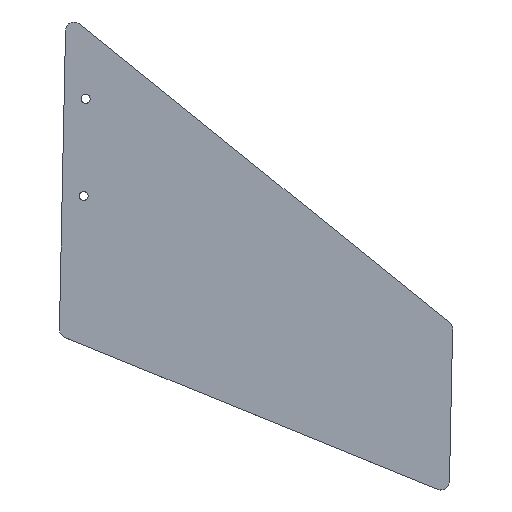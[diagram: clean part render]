
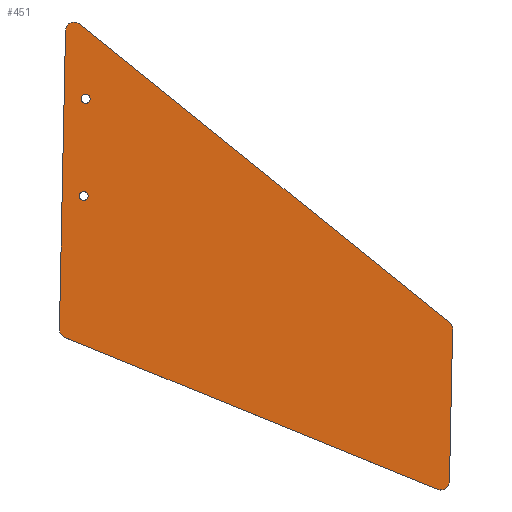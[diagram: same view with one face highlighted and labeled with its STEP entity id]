
A CAD part, top view. The second image highlights one B-rep face of the part: STEP entity #451.
In plain terms, the highlighted planar face has unit normal (0, 0, 1).
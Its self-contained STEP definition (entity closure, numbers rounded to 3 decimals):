
#6 = CIRCLE ( 'NONE', #543, 4. ) ;
#19 = CIRCLE ( 'NONE', #92, 4. ) ;
#23 = CARTESIAN_POINT ( 'NONE',  ( 0., 0., 3. ) ) ;
#29 = CARTESIAN_POINT ( 'NONE',  ( 3.832, -8.232, 3. ) ) ;
#30 = EDGE_CURVE ( 'NONE', #338, #111, #19, .T. ) ;
#31 = VERTEX_POINT ( 'NONE', #479 ) ;
#38 = VERTEX_POINT ( 'NONE', #86 ) ;
#42 = CARTESIAN_POINT ( 'NONE',  ( 10.359, -85.191, 3. ) ) ;
#43 = VERTEX_POINT ( 'NONE', #42 ) ;
#46 = VERTEX_POINT ( 'NONE', #259 ) ;
#53 = CARTESIAN_POINT ( 'NONE',  ( 11.284, -40., 3. ) ) ;
#54 = CARTESIAN_POINT ( 'NONE',  ( 180.066, -145.303, 3. ) ) ;
#63 = DIRECTION ( 'NONE',  ( 0.926, -0.377, 0. ) ) ;
#66 = AXIS2_PLACEMENT_3D ( 'NONE', #559, #419, #81 ) ;
#68 = CARTESIAN_POINT ( 'NONE',  ( -0.523, -151.038, 3. ) ) ;
#71 = DIRECTION ( 'NONE',  ( -0.02, -1., 0. ) ) ;
#81 = DIRECTION ( 'NONE',  ( -1., 0., 0. ) ) ;
#86 = CARTESIAN_POINT ( 'NONE',  ( -3.012, -147.252, 3. ) ) ;
#89 = EDGE_CURVE ( 'NONE', #38, #46, #423, .T. ) ;
#92 = AXIS2_PLACEMENT_3D ( 'NONE', #476, #126, #294 ) ;
#102 = DIRECTION ( 'NONE',  ( -1., 0., 0. ) ) ;
#110 = DIRECTION ( 'NONE',  ( 0., 0., 1. ) ) ;
#111 = VERTEX_POINT ( 'NONE', #300 ) ;
#116 = CIRCLE ( 'NONE', #189, 4. ) ;
#117 = ORIENTED_EDGE ( 'NONE', *, *, #171, .T. ) ;
#119 = FACE_BOUND ( 'NONE', #367, .T. ) ;
#126 = DIRECTION ( 'NONE',  ( 0., 0., 1. ) ) ;
#128 = ORIENTED_EDGE ( 'NONE', *, *, #286, .T. ) ;
#131 = EDGE_CURVE ( 'NONE', #31, #43, #490, .T. ) ;
#132 = DIRECTION ( 'NONE',  ( 0., 0., 1. ) ) ;
#138 = CIRCLE ( 'NONE', #206, 2.1 ) ;
#147 = CARTESIAN_POINT ( 'NONE',  ( 0.987, -147.334, 3. ) ) ;
#153 = DIRECTION ( 'NONE',  ( 0.02, 1., 0. ) ) ;
#158 = VERTEX_POINT ( 'NONE', #53 ) ;
#170 = ORIENTED_EDGE ( 'NONE', *, *, #89, .T. ) ;
#171 = EDGE_CURVE ( 'NONE', #111, #243, #441, .T. ) ;
#181 = EDGE_CURVE ( 'NONE', #469, #38, #278, .T. ) ;
#188 = LINE ( 'NONE', #450, #379 ) ;
#189 = AXIS2_PLACEMENT_3D ( 'NONE', #147, #110, #540 ) ;
#193 = DIRECTION ( 'NONE',  ( 0., 0., 1. ) ) ;
#196 = FACE_OUTER_BOUND ( 'NONE', #466, .T. ) ;
#197 = ORIENTED_EDGE ( 'NONE', *, *, #251, .F. ) ;
#200 = EDGE_CURVE ( 'NONE', #506, #338, #366, .T. ) ;
#201 = EDGE_CURVE ( 'NONE', #158, #291, #312, .T. ) ;
#202 = ORIENTED_EDGE ( 'NONE', *, *, #281, .T. ) ;
#206 = AXIS2_PLACEMENT_3D ( 'NONE', #377, #381, #515 ) ;
#208 = VERTEX_POINT ( 'NONE', #407 ) ;
#211 = EDGE_CURVE ( 'NONE', #46, #279, #116, .T. ) ;
#217 = DIRECTION ( 'NONE',  ( 1., 0., 0. ) ) ;
#223 = DIRECTION ( 'NONE',  ( -0.778, 0.628, 0. ) ) ;
#233 = CIRCLE ( 'NONE', #253, 2.1 ) ;
#236 = CARTESIAN_POINT ( 'NONE',  ( 9.184, -40., 3. ) ) ;
#239 = VECTOR ( 'NONE', #153, 1000. ) ;
#243 = VERTEX_POINT ( 'NONE', #413 ) ;
#246 = ORIENTED_EDGE ( 'NONE', *, *, #181, .T. ) ;
#247 = PLANE ( 'NONE',  #66 ) ;
#250 = CARTESIAN_POINT ( 'NONE',  ( -0.167, -8.151, 3. ) ) ;
#251 = EDGE_CURVE ( 'NONE', #43, #31, #233, .T. ) ;
#253 = AXIS2_PLACEMENT_3D ( 'NONE', #452, #193, #318 ) ;
#254 = ORIENTED_EDGE ( 'NONE', *, *, #307, .T. ) ;
#259 = CARTESIAN_POINT ( 'NONE',  ( -3.013, -147.334, 3. ) ) ;
#274 = CARTESIAN_POINT ( 'NONE',  ( 7.084, -40., 3. ) ) ;
#278 = LINE ( 'NONE', #23, #412 ) ;
#279 = VERTEX_POINT ( 'NONE', #68 ) ;
#281 = EDGE_CURVE ( 'NONE', #243, #469, #6, .T. ) ;
#286 = EDGE_CURVE ( 'NONE', #208, #506, #361, .T. ) ;
#291 = VERTEX_POINT ( 'NONE', #274 ) ;
#294 = DIRECTION ( 'NONE',  ( -1., 0., 0. ) ) ;
#298 = DIRECTION ( 'NONE',  ( -1., 0., 0. ) ) ;
#300 = CARTESIAN_POINT ( 'NONE',  ( 178.538, -144.07, 3. ) ) ;
#307 = EDGE_CURVE ( 'NONE', #279, #208, #188, .T. ) ;
#312 = CIRCLE ( 'NONE', #389, 2.1 ) ;
#316 = DIRECTION ( 'NONE',  ( 1., 0., 0. ) ) ;
#318 = DIRECTION ( 'NONE',  ( 1., 0., 0. ) ) ;
#324 = DIRECTION ( 'NONE',  ( 0., 0., 1. ) ) ;
#329 = ORIENTED_EDGE ( 'NONE', *, *, #200, .T. ) ;
#332 = AXIS2_PLACEMENT_3D ( 'NONE', #365, #534, #102 ) ;
#338 = VERTEX_POINT ( 'NONE', #508 ) ;
#341 = EDGE_LOOP ( 'NONE', ( #197, #430 ) ) ;
#358 = DIRECTION ( 'NONE',  ( -1., 0., 0. ) ) ;
#361 = CIRCLE ( 'NONE', #332, 4. ) ;
#365 = CARTESIAN_POINT ( 'NONE',  ( 174.576, -218.099, 3. ) ) ;
#366 = LINE ( 'NONE', #544, #239 ) ;
#367 = EDGE_LOOP ( 'NONE', ( #376, #426 ) ) ;
#369 = DIRECTION ( 'NONE',  ( 0., 0., 1. ) ) ;
#376 = ORIENTED_EDGE ( 'NONE', *, *, #201, .F. ) ;
#377 = CARTESIAN_POINT ( 'NONE',  ( 9.184, -40., 3. ) ) ;
#379 = VECTOR ( 'NONE', #63, 1000. ) ;
#381 = DIRECTION ( 'NONE',  ( 0., 0., 1. ) ) ;
#383 = ORIENTED_EDGE ( 'NONE', *, *, #30, .T. ) ;
#389 = AXIS2_PLACEMENT_3D ( 'NONE', #236, #324, #316 ) ;
#400 = CARTESIAN_POINT ( 'NONE',  ( 178.575, -218.18, 3. ) ) ;
#407 = CARTESIAN_POINT ( 'NONE',  ( 173.066, -221.803, 3. ) ) ;
#412 = VECTOR ( 'NONE', #71, 1000. ) ;
#413 = CARTESIAN_POINT ( 'NONE',  ( 6.344, -5.12, 3. ) ) ;
#419 = DIRECTION ( 'NONE',  ( 0., 0., -1. ) ) ;
#423 = CIRCLE ( 'NONE', #481, 4. ) ;
#425 = CARTESIAN_POINT ( 'NONE',  ( 8.259, -85.191, 3. ) ) ;
#426 = ORIENTED_EDGE ( 'NONE', *, *, #456, .F. ) ;
#430 = ORIENTED_EDGE ( 'NONE', *, *, #131, .F. ) ;
#431 = FACE_BOUND ( 'NONE', #341, .T. ) ;
#441 = LINE ( 'NONE', #54, #553 ) ;
#444 = AXIS2_PLACEMENT_3D ( 'NONE', #425, #529, #217 ) ;
#450 = CARTESIAN_POINT ( 'NONE',  ( -3.069, -150., 3. ) ) ;
#451 = ADVANCED_FACE ( 'NONE', ( #119, #431, #196 ), #247, .F. ) ;
#452 = CARTESIAN_POINT ( 'NONE',  ( 8.259, -85.191, 3. ) ) ;
#456 = EDGE_CURVE ( 'NONE', #291, #158, #138, .T. ) ;
#466 = EDGE_LOOP ( 'NONE', ( #246, #170, #509, #254, #128, #329, #383, #117, #202 ) ) ;
#469 = VERTEX_POINT ( 'NONE', #250 ) ;
#476 = CARTESIAN_POINT ( 'NONE',  ( 176.026, -147.183, 3. ) ) ;
#479 = CARTESIAN_POINT ( 'NONE',  ( 6.159, -85.191, 3. ) ) ;
#481 = AXIS2_PLACEMENT_3D ( 'NONE', #484, #132, #298 ) ;
#484 = CARTESIAN_POINT ( 'NONE',  ( 0.987, -147.334, 3. ) ) ;
#490 = CIRCLE ( 'NONE', #444, 2.1 ) ;
#506 = VERTEX_POINT ( 'NONE', #400 ) ;
#508 = CARTESIAN_POINT ( 'NONE',  ( 180.026, -147.265, 3. ) ) ;
#509 = ORIENTED_EDGE ( 'NONE', *, *, #211, .T. ) ;
#515 = DIRECTION ( 'NONE',  ( 1., 0., 0. ) ) ;
#529 = DIRECTION ( 'NONE',  ( 0., 0., 1. ) ) ;
#534 = DIRECTION ( 'NONE',  ( 0., 0., 1. ) ) ;
#540 = DIRECTION ( 'NONE',  ( -1., 0., 0. ) ) ;
#543 = AXIS2_PLACEMENT_3D ( 'NONE', #29, #369, #358 ) ;
#544 = CARTESIAN_POINT ( 'NONE',  ( 178.456, -224., 3. ) ) ;
#553 = VECTOR ( 'NONE', #223, 1000. ) ;
#559 = CARTESIAN_POINT ( 'NONE',  ( 0., 0., 3. ) ) ;
